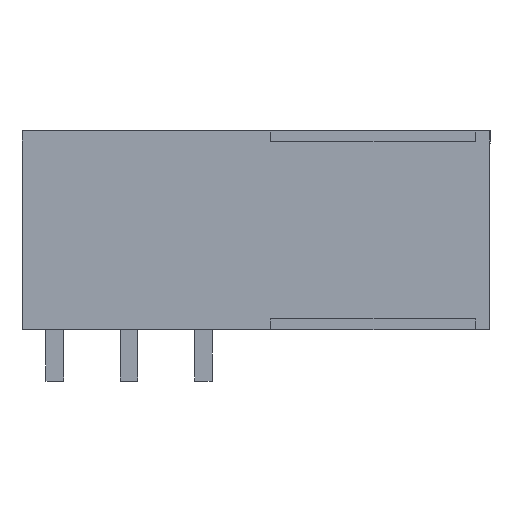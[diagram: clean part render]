
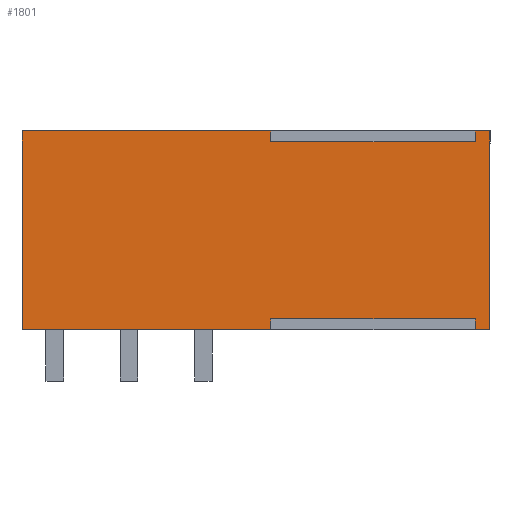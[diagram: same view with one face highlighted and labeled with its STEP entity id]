
A CAD part, left-side view. The second image highlights one B-rep face of the part: STEP entity #1801.
In plain terms, the highlighted planar face has unit normal (-1, 0, 0).
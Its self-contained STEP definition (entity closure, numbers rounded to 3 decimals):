
#1742=AXIS2_PLACEMENT_3D('Plane Axis2P3D',#1739,#1740,#1741) ;
#133=CARTESIAN_POINT('Vertex',(0.,32.,17.1)) ;
#136=CARTESIAN_POINT('Line Origine',(0.,23.5,17.1)) ;
#140=CARTESIAN_POINT('Vertex',(0.,15.,17.1)) ;
#161=CARTESIAN_POINT('Vertex',(0.,1.,17.1)) ;
#164=CARTESIAN_POINT('Line Origine',(0.,0.5,17.1)) ;
#168=CARTESIAN_POINT('Vertex',(0.,0.,17.1)) ;
#971=CARTESIAN_POINT('Vertex',(0.,0.,3.5)) ;
#974=CARTESIAN_POINT('Line Origine',(0.,0.5,3.5)) ;
#978=CARTESIAN_POINT('Vertex',(0.,1.,3.5)) ;
#999=CARTESIAN_POINT('Vertex',(0.,15.,3.5)) ;
#1002=CARTESIAN_POINT('Line Origine',(0.,23.5,3.5)) ;
#1006=CARTESIAN_POINT('Vertex',(0.,32.,3.5)) ;
#1727=CARTESIAN_POINT('Line Origine',(0.,32.,10.3)) ;
#1739=CARTESIAN_POINT('Axis2P3D Location',(0.,0.,17.1)) ;
#1744=CARTESIAN_POINT('Line Origine',(0.,1.,16.725)) ;
#1748=CARTESIAN_POINT('Vertex',(0.,1.,16.35)) ;
#1751=CARTESIAN_POINT('Line Origine',(0.,8.,16.35)) ;
#1755=CARTESIAN_POINT('Vertex',(0.,15.,16.35)) ;
#1758=CARTESIAN_POINT('Line Origine',(0.,15.,16.725)) ;
#1763=CARTESIAN_POINT('Line Origine',(0.,15.,3.875)) ;
#1767=CARTESIAN_POINT('Vertex',(0.,15.,4.25)) ;
#1770=CARTESIAN_POINT('Line Origine',(0.,8.,4.25)) ;
#1774=CARTESIAN_POINT('Vertex',(0.,1.,4.25)) ;
#1777=CARTESIAN_POINT('Line Origine',(0.,1.,3.875)) ;
#1782=CARTESIAN_POINT('Line Origine',(0.,0.,10.3)) ;
#137=DIRECTION('Vector Direction',(0.,1.,0.)) ;
#165=DIRECTION('Vector Direction',(0.,1.,0.)) ;
#975=DIRECTION('Vector Direction',(0.,1.,0.)) ;
#1003=DIRECTION('Vector Direction',(0.,1.,0.)) ;
#1728=DIRECTION('Vector Direction',(0.,0.,-1.)) ;
#1740=DIRECTION('Axis2P3D Direction',(1.,0.,0.)) ;
#1741=DIRECTION('Axis2P3D XDirection',(0.,0.,-1.)) ;
#1745=DIRECTION('Vector Direction',(0.,0.,-1.)) ;
#1752=DIRECTION('Vector Direction',(0.,1.,0.)) ;
#1759=DIRECTION('Vector Direction',(0.,0.,-1.)) ;
#1764=DIRECTION('Vector Direction',(0.,0.,-1.)) ;
#1771=DIRECTION('Vector Direction',(0.,1.,0.)) ;
#1778=DIRECTION('Vector Direction',(0.,0.,-1.)) ;
#1783=DIRECTION('Vector Direction',(0.,0.,-1.)) ;
#138=VECTOR('Line Direction',#137,1.) ;
#166=VECTOR('Line Direction',#165,1.) ;
#976=VECTOR('Line Direction',#975,1.) ;
#1004=VECTOR('Line Direction',#1003,1.) ;
#1729=VECTOR('Line Direction',#1728,1.) ;
#1746=VECTOR('Line Direction',#1745,1.) ;
#1753=VECTOR('Line Direction',#1752,1.) ;
#1760=VECTOR('Line Direction',#1759,1.) ;
#1765=VECTOR('Line Direction',#1764,1.) ;
#1772=VECTOR('Line Direction',#1771,1.) ;
#1779=VECTOR('Line Direction',#1778,1.) ;
#1784=VECTOR('Line Direction',#1783,1.) ;
#1788=ORIENTED_EDGE('',*,*,#1750,.F.) ;
#1789=ORIENTED_EDGE('',*,*,#1757,.T.) ;
#1790=ORIENTED_EDGE('',*,*,#1762,.F.) ;
#1791=ORIENTED_EDGE('',*,*,#142,.T.) ;
#1792=ORIENTED_EDGE('',*,*,#1731,.T.) ;
#1793=ORIENTED_EDGE('',*,*,#1008,.F.) ;
#1794=ORIENTED_EDGE('',*,*,#1769,.F.) ;
#1795=ORIENTED_EDGE('',*,*,#1776,.F.) ;
#1796=ORIENTED_EDGE('',*,*,#1781,.F.) ;
#1797=ORIENTED_EDGE('',*,*,#980,.F.) ;
#1798=ORIENTED_EDGE('',*,*,#1786,.F.) ;
#1799=ORIENTED_EDGE('',*,*,#170,.T.) ;
#1801=ADVANCED_FACE('HOUSING',(#1800),#1743,.F.) ;
#142=EDGE_CURVE('',#141,#134,#139,.T.) ;
#170=EDGE_CURVE('',#169,#162,#167,.T.) ;
#980=EDGE_CURVE('',#972,#979,#977,.T.) ;
#1008=EDGE_CURVE('',#1000,#1007,#1005,.T.) ;
#1731=EDGE_CURVE('',#134,#1007,#1730,.T.) ;
#1750=EDGE_CURVE('',#1749,#162,#1747,.F.) ;
#1757=EDGE_CURVE('',#1749,#1756,#1754,.T.) ;
#1762=EDGE_CURVE('',#141,#1756,#1761,.T.) ;
#1769=EDGE_CURVE('',#1768,#1000,#1766,.T.) ;
#1776=EDGE_CURVE('',#1775,#1768,#1773,.T.) ;
#1781=EDGE_CURVE('',#979,#1775,#1780,.F.) ;
#1786=EDGE_CURVE('',#169,#972,#1785,.T.) ;
#1787=EDGE_LOOP('',(#1788,#1789,#1790,#1791,#1792,#1793,#1794,#1795,#1796,#1797,#1798,#1799)) ;
#1800=FACE_OUTER_BOUND('',#1787,.T.) ;
#139=LINE('Line',#136,#138) ;
#167=LINE('Line',#164,#166) ;
#977=LINE('Line',#974,#976) ;
#1005=LINE('Line',#1002,#1004) ;
#1730=LINE('Line',#1727,#1729) ;
#1747=LINE('Line',#1744,#1746) ;
#1754=LINE('Line',#1751,#1753) ;
#1761=LINE('Line',#1758,#1760) ;
#1766=LINE('Line',#1763,#1765) ;
#1773=LINE('Line',#1770,#1772) ;
#1780=LINE('Line',#1777,#1779) ;
#1785=LINE('Line',#1782,#1784) ;
#1743=PLANE('',#1742) ;
#134=VERTEX_POINT('',#133) ;
#141=VERTEX_POINT('',#140) ;
#162=VERTEX_POINT('',#161) ;
#169=VERTEX_POINT('',#168) ;
#972=VERTEX_POINT('',#971) ;
#979=VERTEX_POINT('',#978) ;
#1000=VERTEX_POINT('',#999) ;
#1007=VERTEX_POINT('',#1006) ;
#1749=VERTEX_POINT('',#1748) ;
#1756=VERTEX_POINT('',#1755) ;
#1768=VERTEX_POINT('',#1767) ;
#1775=VERTEX_POINT('',#1774) ;
